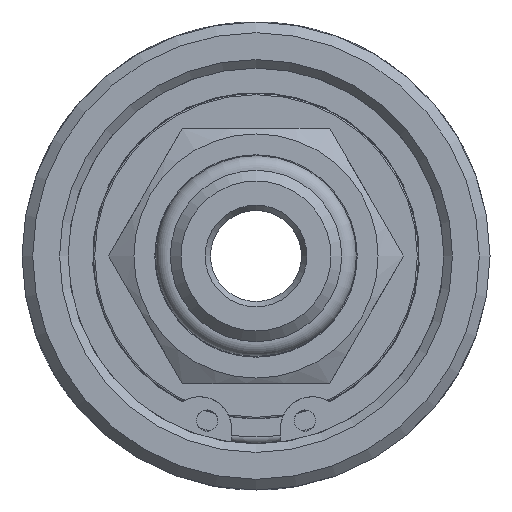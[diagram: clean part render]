
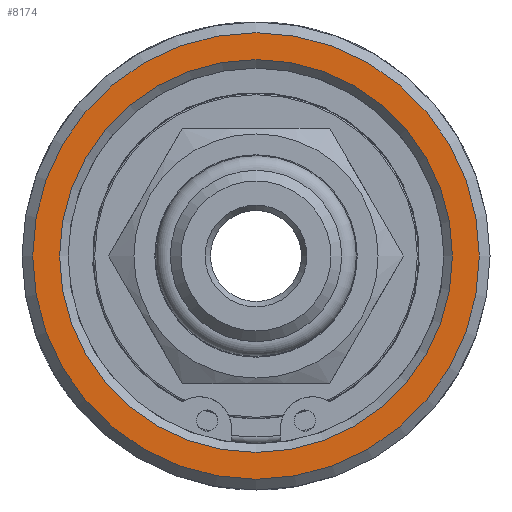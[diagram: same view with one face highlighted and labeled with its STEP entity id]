
A CAD part, left-side view. The second image highlights one B-rep face of the part: STEP entity #8174.
In plain terms, the highlighted planar face has unit normal (-1, 0, 0).
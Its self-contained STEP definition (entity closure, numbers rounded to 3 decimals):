
#1770=FACE_BOUND('',#2676,.T.);
#2176=FACE_OUTER_BOUND('',#2675,.T.);
#2675=EDGE_LOOP('',(#7245));
#2676=EDGE_LOOP('',(#7246));
#2952=CIRCLE('',#8941,18.34);
#2953=CIRCLE('',#8944,20.85);
#3766=VERTEX_POINT('',#18150);
#3767=VERTEX_POINT('',#18156);
#4951=EDGE_CURVE('',#3766,#3766,#2952,.T.);
#4953=EDGE_CURVE('',#3767,#3767,#2953,.T.);
#7245=ORIENTED_EDGE('',*,*,#4953,.F.);
#7246=ORIENTED_EDGE('',*,*,#4951,.F.);
#7758=PLANE('',#8943);
#8174=ADVANCED_FACE('',(#2176,#1770),#7758,.T.);
#8941=AXIS2_PLACEMENT_3D('',#18152,#10856,#10857);
#8943=AXIS2_PLACEMENT_3D('',#18155,#10861,#10862);
#8944=AXIS2_PLACEMENT_3D('',#18157,#10863,#10864);
#10856=DIRECTION('center_axis',(-1.,0.,0.));
#10857=DIRECTION('ref_axis',(0.,0.,1.));
#10861=DIRECTION('center_axis',(-1.,0.,0.));
#10862=DIRECTION('ref_axis',(0.,0.,-1.));
#10863=DIRECTION('center_axis',(1.,0.,0.));
#10864=DIRECTION('ref_axis',(0.,1.,0.));
#18150=CARTESIAN_POINT('',(29.8,0.,-18.34));
#18152=CARTESIAN_POINT('Origin',(29.8,0.,0.));
#18155=CARTESIAN_POINT('Origin',(29.8,0.,0.));
#18156=CARTESIAN_POINT('',(29.8,-20.85,0.));
#18157=CARTESIAN_POINT('Origin',(29.8,0.,0.));
